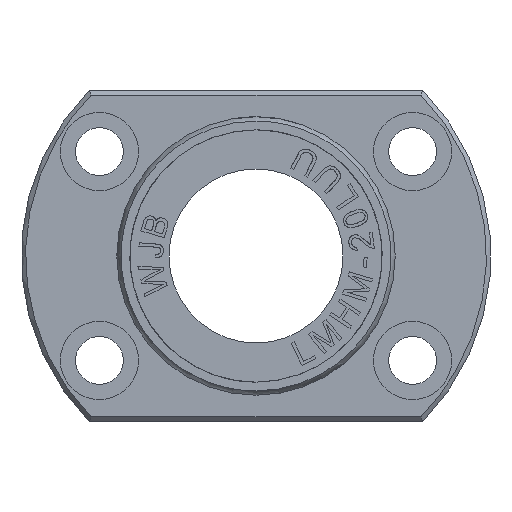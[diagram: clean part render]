
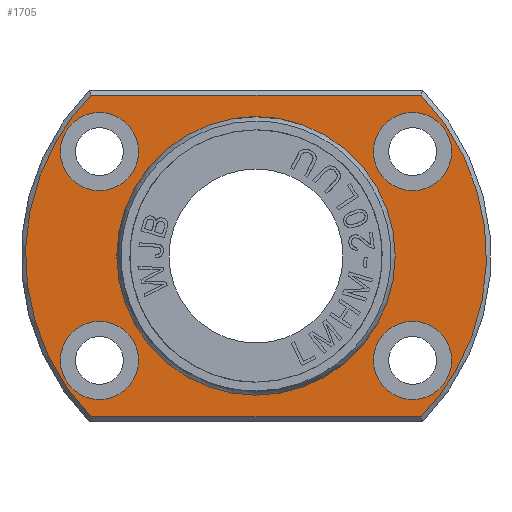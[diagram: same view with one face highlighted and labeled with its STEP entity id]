
A CAD part, left-side view. The second image highlights one B-rep face of the part: STEP entity #1705.
In plain terms, the highlighted planar face has unit normal (-1, 0, 0).
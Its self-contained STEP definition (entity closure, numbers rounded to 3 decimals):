
#1705=ADVANCED_FACE('',(#2461,#2462,#2463,#2464,#2465,#2466),#2104,.T.);
#2104=PLANE('',#7245);
#2371=CIRCLE('',#7241,4.5);
#2372=CIRCLE('',#7242,4.5);
#2373=CIRCLE('',#7243,4.5);
#2374=CIRCLE('',#7244,4.5);
#2461=FACE_BOUND('',#2577,.T.);
#2462=FACE_BOUND('',#2578,.T.);
#2463=FACE_BOUND('',#2579,.T.);
#2464=FACE_BOUND('',#2580,.T.);
#2465=FACE_BOUND('',#2581,.T.);
#2466=FACE_BOUND('',#2582,.T.);
#2577=EDGE_LOOP('',(#3059,#3060));
#2578=EDGE_LOOP('',(#3061));
#2579=EDGE_LOOP('',(#3062));
#2580=EDGE_LOOP('',(#3063,#3064,#3065,#3066));
#2581=EDGE_LOOP('',(#3067));
#2582=EDGE_LOOP('',(#3068));
#3059=ORIENTED_EDGE('',*,*,#5765,.T.);
#3060=ORIENTED_EDGE('',*,*,#5766,.T.);
#3061=ORIENTED_EDGE('',*,*,#5767,.F.);
#3062=ORIENTED_EDGE('',*,*,#5768,.F.);
#3063=ORIENTED_EDGE('',*,*,#5769,.F.);
#3064=ORIENTED_EDGE('',*,*,#5770,.F.);
#3065=ORIENTED_EDGE('',*,*,#5771,.F.);
#3066=ORIENTED_EDGE('',*,*,#5772,.F.);
#3067=ORIENTED_EDGE('',*,*,#5773,.F.);
#3068=ORIENTED_EDGE('',*,*,#5774,.F.);
#5079=VERTEX_POINT('',#9115);
#5080=VERTEX_POINT('',#9116);
#5081=VERTEX_POINT('',#9128);
#5082=VERTEX_POINT('',#9130);
#5083=VERTEX_POINT('',#9137);
#5084=VERTEX_POINT('',#9138);
#5085=VERTEX_POINT('',#9143);
#5086=VERTEX_POINT('',#9150);
#5087=VERTEX_POINT('',#9156);
#5088=VERTEX_POINT('',#9158);
#5765=EDGE_CURVE('',#5079,#5080,#6775,.T.);
#5766=EDGE_CURVE('',#5080,#5079,#6776,.T.);
#5767=EDGE_CURVE('',#5081,#5081,#2371,.T.);
#5768=EDGE_CURVE('',#5082,#5082,#2372,.T.);
#5769=EDGE_CURVE('',#5083,#5084,#6777,.T.);
#5770=EDGE_CURVE('',#5085,#5083,#6778,.T.);
#5771=EDGE_CURVE('',#5086,#5085,#6779,.T.);
#5772=EDGE_CURVE('',#5084,#5086,#6780,.T.);
#5773=EDGE_CURVE('',#5087,#5087,#2373,.T.);
#5774=EDGE_CURVE('',#5088,#5088,#2374,.T.);
#6775=B_SPLINE_CURVE_WITH_KNOTS('',3,(#9105,#9106,#9107,#9108,#9109,#9110,
#9111,#9112,#9113,#9114),.UNSPECIFIED.,.F.,.F.,(4,2,2,2,4),(0.,0.25,0.5,
0.75,1.),.UNSPECIFIED.);
#6776=B_SPLINE_CURVE_WITH_KNOTS('',3,(#9117,#9118,#9119,#9120,#9121,#9122,
#9123,#9124,#9125,#9126),.UNSPECIFIED.,.F.,.F.,(4,2,2,2,4),(0.,0.25,0.5,
0.75,1.),.UNSPECIFIED.);
#6777=B_SPLINE_CURVE_WITH_KNOTS('',3,(#9131,#9132,#9133,#9134,#9135,#9136),
 .UNSPECIFIED.,.F.,.F.,(4,2,4),(0.,0.5,1.),.UNSPECIFIED.);
#6778=B_SPLINE_CURVE_WITH_KNOTS('',3,(#9139,#9140,#9141,#9142),.UNSPECIFIED.,
 .F.,.F.,(4,4),(0.,1.),.UNSPECIFIED.);
#6779=B_SPLINE_CURVE_WITH_KNOTS('',3,(#9144,#9145,#9146,#9147,#9148,#9149),
 .UNSPECIFIED.,.F.,.F.,(4,2,4),(0.,0.5,1.),.UNSPECIFIED.);
#6780=B_SPLINE_CURVE_WITH_KNOTS('',3,(#9151,#9152,#9153,#9154),.UNSPECIFIED.,
 .F.,.F.,(4,4),(0.,1.),.UNSPECIFIED.);
#7241=AXIS2_PLACEMENT_3D('',#9127,#7655,#7656);
#7242=AXIS2_PLACEMENT_3D('',#9129,#7657,#7658);
#7243=AXIS2_PLACEMENT_3D('',#9155,#7659,#7660);
#7244=AXIS2_PLACEMENT_3D('',#9157,#7661,#7662);
#7245=AXIS2_PLACEMENT_3D('',#9159,#7663,#7664);
#7655=DIRECTION('',(-1.,0.,0.));
#7656=DIRECTION('',(0.,-1.,0.));
#7657=DIRECTION('',(-1.,0.,0.));
#7658=DIRECTION('',(0.,-1.,0.));
#7659=DIRECTION('',(-1.,0.,0.));
#7660=DIRECTION('',(0.,-1.,0.));
#7661=DIRECTION('',(-1.,0.,0.));
#7662=DIRECTION('',(0.,-1.,0.));
#7663=DIRECTION('',(-1.,0.,0.));
#7664=DIRECTION('',(0.,0.,1.));
#9105=CARTESIAN_POINT('',(0.,0.,15.773));
#9106=CARTESIAN_POINT('',(0.,-4.146,15.773));
#9107=CARTESIAN_POINT('',(0.,-8.224,14.083));
#9108=CARTESIAN_POINT('',(0.,-14.083,8.224));
#9109=CARTESIAN_POINT('',(0.,-15.773,4.143));
#9110=CARTESIAN_POINT('',(0.,-15.773,-4.143));
#9111=CARTESIAN_POINT('',(0.,-14.083,-8.224));
#9112=CARTESIAN_POINT('',(0.,-8.224,-14.083));
#9113=CARTESIAN_POINT('',(0.,-4.146,-15.773));
#9114=CARTESIAN_POINT('',(0.,0.,-15.773));
#9115=CARTESIAN_POINT('',(0.,0.,15.773));
#9116=CARTESIAN_POINT('',(0.,0.,-15.773));
#9117=CARTESIAN_POINT('',(0.,0.,-15.773));
#9118=CARTESIAN_POINT('',(0.,4.146,-15.773));
#9119=CARTESIAN_POINT('',(0.,8.224,-14.083));
#9120=CARTESIAN_POINT('',(0.,14.083,-8.224));
#9121=CARTESIAN_POINT('',(0.,15.773,-4.143));
#9122=CARTESIAN_POINT('',(0.,15.773,4.143));
#9123=CARTESIAN_POINT('',(0.,14.083,8.224));
#9124=CARTESIAN_POINT('',(0.,8.224,14.083));
#9125=CARTESIAN_POINT('',(0.,4.146,15.773));
#9126=CARTESIAN_POINT('',(0.,0.,15.773));
#9127=CARTESIAN_POINT('',(0.,18.,12.));
#9128=CARTESIAN_POINT('',(0.,13.5,12.));
#9129=CARTESIAN_POINT('',(0.,18.,-12.));
#9130=CARTESIAN_POINT('',(0.,13.5,-12.));
#9131=CARTESIAN_POINT('',(0.,-18.974,18.5));
#9132=CARTESIAN_POINT('',(0.,-23.739,13.613));
#9133=CARTESIAN_POINT('',(0.,-26.5,6.826));
#9134=CARTESIAN_POINT('',(0.,-26.5,-6.826));
#9135=CARTESIAN_POINT('',(0.,-23.739,-13.613));
#9136=CARTESIAN_POINT('',(0.,-18.974,-18.5));
#9137=CARTESIAN_POINT('',(0.,-18.974,18.5));
#9138=CARTESIAN_POINT('',(0.,-18.974,-18.5));
#9139=CARTESIAN_POINT('',(0.,18.974,18.5));
#9140=CARTESIAN_POINT('',(0.,6.325,18.5));
#9141=CARTESIAN_POINT('',(0.,-6.325,18.5));
#9142=CARTESIAN_POINT('',(0.,-18.974,18.5));
#9143=CARTESIAN_POINT('',(0.,18.974,18.5));
#9144=CARTESIAN_POINT('',(0.,18.974,-18.5));
#9145=CARTESIAN_POINT('',(0.,23.739,-13.613));
#9146=CARTESIAN_POINT('',(0.,26.5,-6.826));
#9147=CARTESIAN_POINT('',(0.,26.5,6.826));
#9148=CARTESIAN_POINT('',(0.,23.739,13.613));
#9149=CARTESIAN_POINT('',(0.,18.974,18.5));
#9150=CARTESIAN_POINT('',(0.,18.974,-18.5));
#9151=CARTESIAN_POINT('',(0.,-18.974,-18.5));
#9152=CARTESIAN_POINT('',(0.,-6.325,-18.5));
#9153=CARTESIAN_POINT('',(0.,6.325,-18.5));
#9154=CARTESIAN_POINT('',(0.,18.974,-18.5));
#9155=CARTESIAN_POINT('',(0.,-18.,-12.));
#9156=CARTESIAN_POINT('',(0.,-22.5,-12.));
#9157=CARTESIAN_POINT('',(0.,-18.,12.));
#9158=CARTESIAN_POINT('',(0.,-22.5,12.));
#9159=CARTESIAN_POINT('',(0.,-27.03,-26.5));
